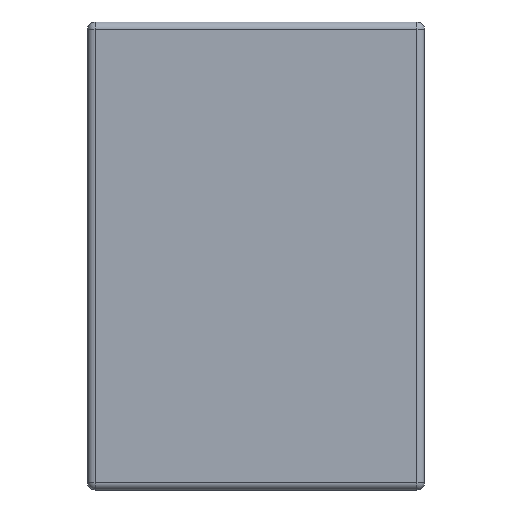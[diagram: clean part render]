
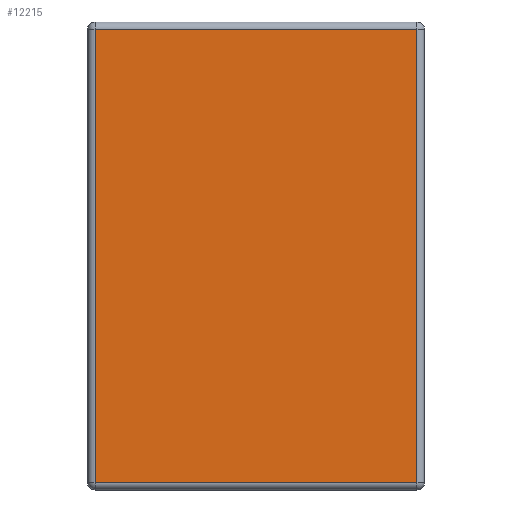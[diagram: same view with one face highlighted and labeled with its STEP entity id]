
A CAD part, left-side view. The second image highlights one B-rep face of the part: STEP entity #12215.
In plain terms, the highlighted planar face has unit normal (-1, 0, 0).
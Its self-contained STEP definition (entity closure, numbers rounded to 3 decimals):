
#3586=DIRECTION('',(0.,0.,-1.));
#3587=VECTOR('',#3586,2.42);
#3588=CARTESIAN_POINT('',(-1.6,0.04,1.21));
#3589=LINE('',#3588,#3587);
#3593=DIRECTION('',(0.,1.,0.));
#3594=VECTOR('',#3593,1.72);
#3595=CARTESIAN_POINT('',(-1.6,0.04,-1.21));
#3596=LINE('',#3595,#3594);
#3600=DIRECTION('',(0.,0.,1.));
#3601=VECTOR('',#3600,2.42);
#3602=CARTESIAN_POINT('',(-1.6,1.76,-1.21));
#3603=LINE('',#3602,#3601);
#3607=DIRECTION('',(0.,-1.,0.));
#3608=VECTOR('',#3607,1.72);
#3609=CARTESIAN_POINT('',(-1.6,1.76,1.21));
#3610=LINE('',#3609,#3608);
#5658=CARTESIAN_POINT('',(-1.6,0.04,1.21));
#5659=CARTESIAN_POINT('',(-1.6,0.04,-1.21));
#5660=VERTEX_POINT('',#5658);
#5661=VERTEX_POINT('',#5659);
#5666=CARTESIAN_POINT('',(-1.6,1.76,-1.21));
#5667=VERTEX_POINT('',#5666);
#5672=CARTESIAN_POINT('',(-1.6,1.76,1.21));
#5673=VERTEX_POINT('',#5672);
#12203=CARTESIAN_POINT('',(-1.6,0.,-1.25));
#12204=DIRECTION('',(-1.,0.,0.));
#12205=DIRECTION('',(0.,0.,1.));
#12206=AXIS2_PLACEMENT_3D('',#12203,#12204,#12205);
#12207=PLANE('',#12206);
#12209=ORIENTED_EDGE('',*,*,#12208,.T.);
#12210=ORIENTED_EDGE('',*,*,#11110,.T.);
#12211=ORIENTED_EDGE('',*,*,#12185,.T.);
#12212=ORIENTED_EDGE('',*,*,#9822,.T.);
#12213=EDGE_LOOP('',(#12209,#12210,#12211,#12212));
#12214=FACE_OUTER_BOUND('',#12213,.F.);
#12215=ADVANCED_FACE('',(#12214),#12207,.T.);
#9822=EDGE_CURVE('',#5673,#5660,#3610,.T.);
#11110=EDGE_CURVE('',#5661,#5667,#3596,.T.);
#12185=EDGE_CURVE('',#5667,#5673,#3603,.T.);
#12208=EDGE_CURVE('',#5660,#5661,#3589,.T.);
